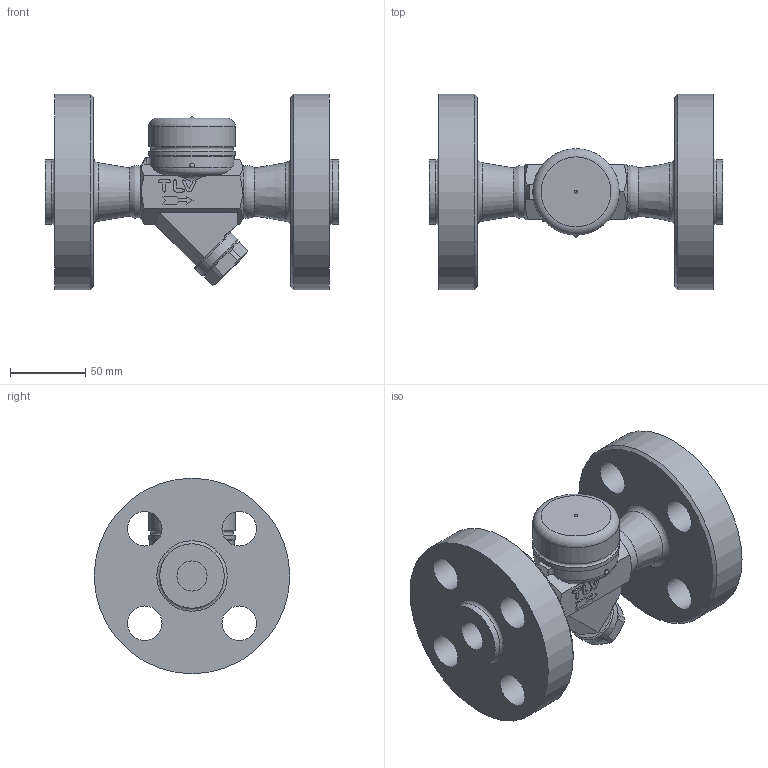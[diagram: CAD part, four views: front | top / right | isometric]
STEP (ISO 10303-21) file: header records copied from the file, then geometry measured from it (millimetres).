
FILE_DESCRIPTION((''),'2;1');
FILE_NAME('a65s0-020-a0900-00.stp','2010-06-29T17:12:33',('nakaot'),(''),'Autodesk Inventor 2008','Autodesk Inventor 2008','');
FILE_SCHEMA(('AUTOMOTIVE_DESIGN { 1 0 10303 214 1 1 1 1 }'));
Length unit declared in the file: millimetre
Products named in the file (1): a65s0-020-a0900-00
Bounding box: 195 x 130 x 130 mm (x, y, z)
Volume: 855152.7 mm3; surface area: 114159.8 mm2
Topology: 2 solids, 2 shells, 136 faces, 355 edges, 232 vertices
Faces by surface type: plane 65, cylinder 34, bspline 22, cone 8, torus 5, sphere 2
Full cylindrical faces by diameter (mm): 3 x1, 20 x1, 23 x4, 34 x1, 40 x1, 42.9 x1, 56 x1, 57.5 x2, 130 x1
Entity records: 4636 total; most frequent: CARTESIAN_POINT 1591, ORIENTED_EDGE 600, DIRECTION 597, EDGE_CURVE 300, AXIS2_PLACEMENT_3D 230, VERTEX_POINT 216, EDGE_LOOP 202, VECTOR 137
